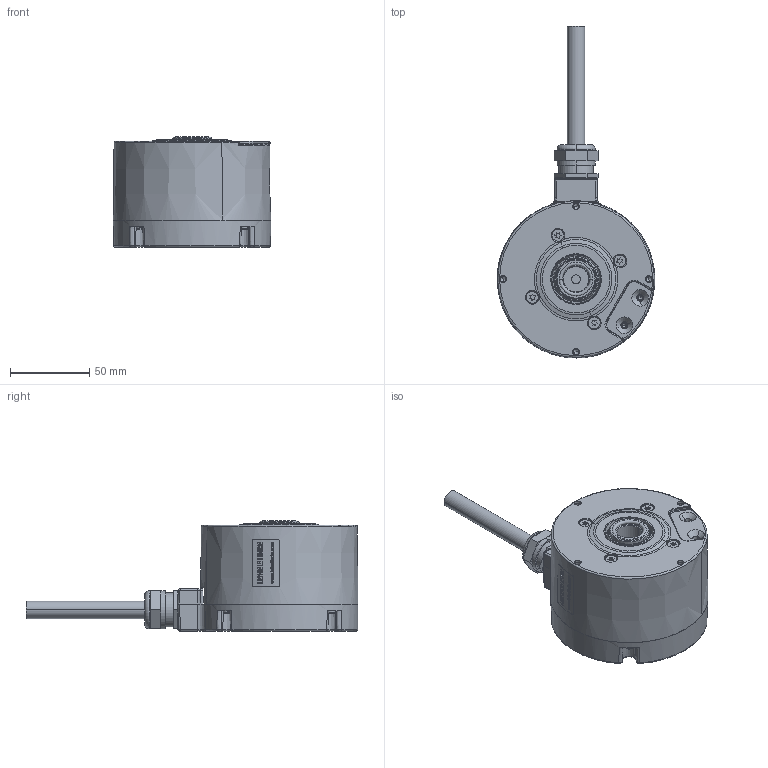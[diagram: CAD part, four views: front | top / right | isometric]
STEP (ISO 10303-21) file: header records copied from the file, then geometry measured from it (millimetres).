
FILE_DESCRIPTION((''),'2;1');
FILE_NAME('738788','2010-11-30T',('se2802'),(''),'PRO/ENGINEER BY PARAMETRIC TECHNOLOGY CORPORATION, 2010180','PRO/ENGINEER BY PARAMETRIC TECHNOLOGY CORPORATION, 2010180','');
FILE_SCHEMA(('CONFIG_CONTROL_DESIGN'));
Length unit declared in the file: millimetre
Products named in the file (1): 738788
Bounding box: 99.59 x 209.75 x 69.8 mm (x, y, z)
Volume: 299805.6 mm3; surface area: 124532.2 mm2
Topology: 20 solids, 32 shells, 1906 faces, 4816 edges, 2978 vertices
Faces by surface type: plane 573, cylinder 395, extrusion 324, cone 247, torus 161, bspline 112, sphere 94
Entity records: 90810 total; most frequent: CARTESIAN_POINT 47986, ORIENTED_EDGE 9372, DIRECTION 7879, EDGE_CURVE 4686, VERTEX_POINT 2978, AXIS2_PLACEMENT_3D 2916, EDGE_LOOP 2062, VECTOR 2047
